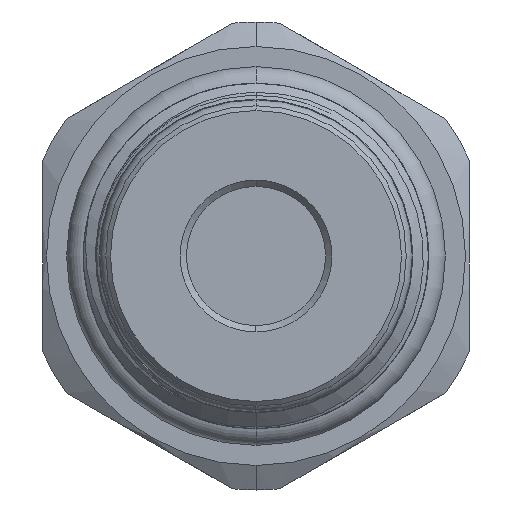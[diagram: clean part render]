
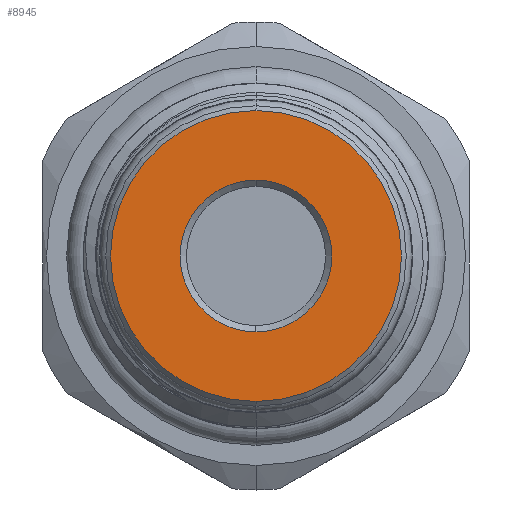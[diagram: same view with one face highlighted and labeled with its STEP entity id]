
A CAD part, left-side view. The second image highlights one B-rep face of the part: STEP entity #8945.
In plain terms, the highlighted planar face has unit normal (-1, 0, 0).
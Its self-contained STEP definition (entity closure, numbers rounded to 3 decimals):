
#84 = EDGE_CURVE ( 'NONE', #1566, #5447, #3614, .T. ) ;
#127 = ORIENTED_EDGE ( 'NONE', *, *, #12133, .T. ) ;
#306 = EDGE_CURVE ( 'NONE', #12766, #11014, #12102, .T. ) ;
#330 = AXIS2_PLACEMENT_3D ( 'NONE', #524, #3877, #6712 ) ;
#443 = ORIENTED_EDGE ( 'NONE', *, *, #84, .T. ) ;
#524 = CARTESIAN_POINT ( 'NONE',  ( -33.45, 0., 0. ) ) ;
#658 = DIRECTION ( 'NONE',  ( 0., 0., -1. ) ) ;
#945 = ORIENTED_EDGE ( 'NONE', *, *, #11145, .T. ) ;
#1167 = EDGE_LOOP ( 'NONE', ( #945, #4706 ) ) ;
#1524 = CARTESIAN_POINT ( 'NONE',  ( -33.45, 0., 4.8 ) ) ;
#1566 = VERTEX_POINT ( 'NONE', #5711 ) ;
#2520 = AXIS2_PLACEMENT_3D ( 'NONE', #3955, #12015, #4854 ) ;
#3059 = FACE_OUTER_BOUND ( 'NONE', #5850, .T. ) ;
#3297 = CIRCLE ( 'NONE', #330, 9.2 ) ;
#3614 = CIRCLE ( 'NONE', #6571, 9.2 ) ;
#3877 = DIRECTION ( 'NONE',  ( -1., 0., 0. ) ) ;
#3955 = CARTESIAN_POINT ( 'NONE',  ( -33.45, 0., 0. ) ) ;
#4706 = ORIENTED_EDGE ( 'NONE', *, *, #306, .T. ) ;
#4854 = DIRECTION ( 'NONE',  ( 0., 0., -1. ) ) ;
#5062 = CIRCLE ( 'NONE', #9852, 4.8 ) ;
#5447 = VERTEX_POINT ( 'NONE', #9607 ) ;
#5711 = CARTESIAN_POINT ( 'NONE',  ( -33.45, 0., 9.2 ) ) ;
#5746 = FACE_BOUND ( 'NONE', #1167, .T. ) ;
#5850 = EDGE_LOOP ( 'NONE', ( #127, #443 ) ) ;
#5878 = CARTESIAN_POINT ( 'NONE',  ( -33.45, 0., 0. ) ) ;
#6339 = DIRECTION ( 'NONE',  ( 0., 0., -1. ) ) ;
#6571 = AXIS2_PLACEMENT_3D ( 'NONE', #11088, #12302, #6339 ) ;
#6712 = DIRECTION ( 'NONE',  ( 0., 0., -1. ) ) ;
#7080 = CARTESIAN_POINT ( 'NONE',  ( -33.45, 0., -4.8 ) ) ;
#7695 = CARTESIAN_POINT ( 'NONE',  ( -33.45, 0., 0. ) ) ;
#7984 = DIRECTION ( 'NONE',  ( 0., 0., -1. ) ) ;
#8945 = ADVANCED_FACE ( 'NONE', ( #5746, #3059 ), #12024, .F. ) ;
#9607 = CARTESIAN_POINT ( 'NONE',  ( -33.45, 0., -9.2 ) ) ;
#9852 = AXIS2_PLACEMENT_3D ( 'NONE', #7695, #9857, #658 ) ;
#9857 = DIRECTION ( 'NONE',  ( 1., 0., 0. ) ) ;
#9880 = AXIS2_PLACEMENT_3D ( 'NONE', #5878, #13008, #7984 ) ;
#11014 = VERTEX_POINT ( 'NONE', #1524 ) ;
#11088 = CARTESIAN_POINT ( 'NONE',  ( -33.45, 0., 0. ) ) ;
#11145 = EDGE_CURVE ( 'NONE', #11014, #12766, #5062, .T. ) ;
#12015 = DIRECTION ( 'NONE',  ( 1., 0., 0. ) ) ;
#12024 = PLANE ( 'NONE',  #9880 ) ;
#12102 = CIRCLE ( 'NONE', #2520, 4.8 ) ;
#12133 = EDGE_CURVE ( 'NONE', #5447, #1566, #3297, .T. ) ;
#12302 = DIRECTION ( 'NONE',  ( -1., 0., 0. ) ) ;
#12766 = VERTEX_POINT ( 'NONE', #7080 ) ;
#13008 = DIRECTION ( 'NONE',  ( 1., 0., 0. ) ) ;
